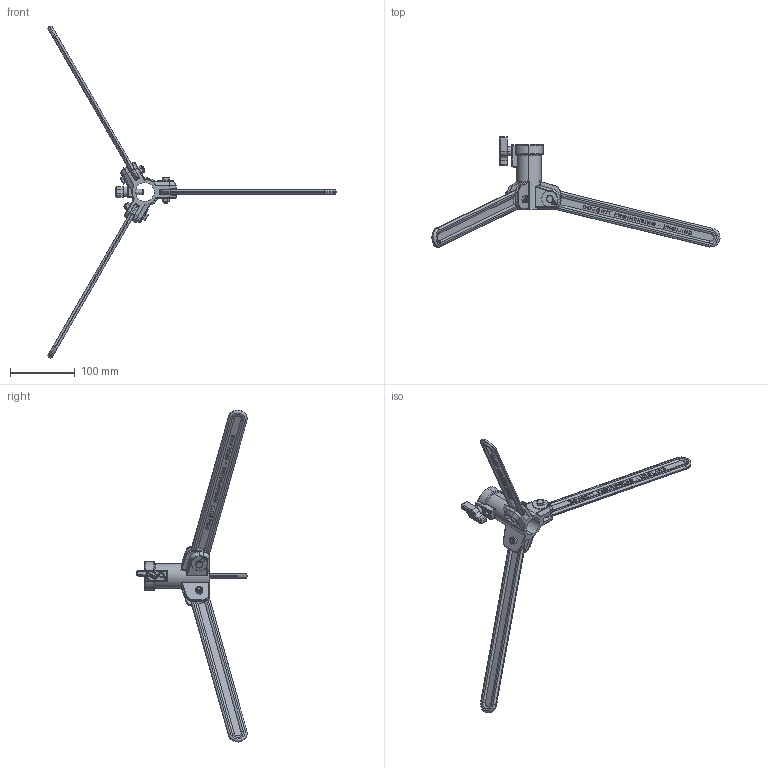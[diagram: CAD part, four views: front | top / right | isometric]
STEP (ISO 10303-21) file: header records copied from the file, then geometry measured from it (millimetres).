
FILE_DESCRIPTION (( 'STEP AP203' ), '1' );
FILE_NAME ('T54100.STEP', '2018-08-01T11:31:31', ( '' ), ( '' ), 'SwSTEP 2.0', 'SolidWorks 2016', '' );
FILE_SCHEMA (( 'CONFIG_CONTROL_DESIGN' ));
Length unit declared in the file: millimetre
Products named in the file (10): 6MM NYLON BALL; S3315; PENNY WASHER_M6 x 25; Binx Nut_M6 BLK; TH182_MACHINING DETAIL; ZF630; Doughty Knob_S0127; Hex Bolt GradeC_Doughty Fastners - Black_ISO 4016 - M6 x 35 x 18-WN; TH397; T54100
Assembly tree (19 placements, depth 2):
  T54100
    TH182_MACHINING DETAIL
    PENNY WASHER_M6 x 25  x3
    Binx Nut_M6 BLK  x3
    Hex Bolt GradeC_Doughty Fastners - Black_ISO 4016 - M6 x 35 x 18-WN  x3
    6MM NYLON BALL  x2
    S3315
    ZF630  x2
    TH397  x3
    Doughty Knob_S0127
Bounding box: 445.82 x 170.77 x 513.87 mm (x, y, z)
Volume: 254231.9 mm3; surface area: 111729.9 mm2
Topology: 19 solids, 19 shells, 1567 faces, 4067 edges, 2644 vertices
Faces by surface type: plane 935, bspline 232, cylinder 227, torus 117, cone 46, sphere 10
Entity records: 31158 total; most frequent: CARTESIAN_POINT 12456, ORIENTED_EDGE 3822, DIRECTION 3267, EDGE_CURVE 1911, VERTEX_POINT 1230, VECTOR 1111, LINE 1111, AXIS2_PLACEMENT_3D 1078
